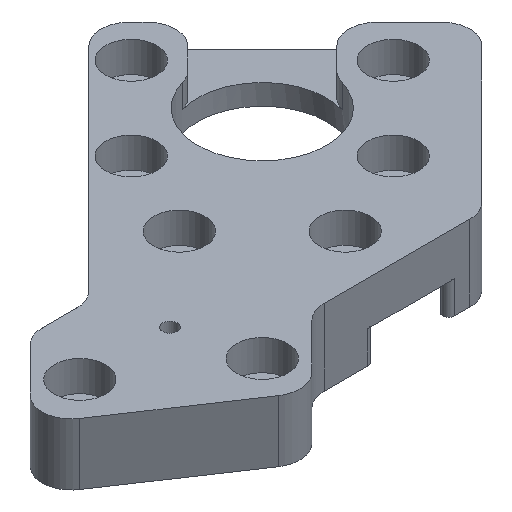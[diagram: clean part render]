
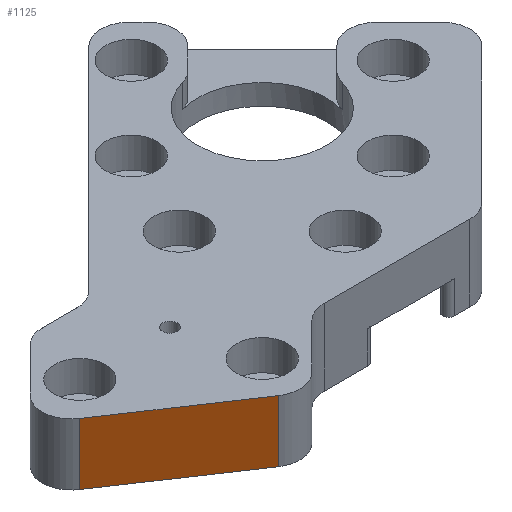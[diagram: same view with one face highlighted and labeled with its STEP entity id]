
A CAD part, isometric view. The second image highlights one B-rep face of the part: STEP entity #1125.
In plain terms, the highlighted planar face has unit normal (-0.556, -0.832, 0).
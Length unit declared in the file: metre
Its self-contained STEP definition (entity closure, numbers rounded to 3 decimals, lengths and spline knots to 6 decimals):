
#24=PLANE('',#1246);
#50=LINE('',#1765,#121);
#87=LINE('',#1883,#158);
#88=LINE('',#1885,#159);
#89=LINE('',#1887,#160);
#121=VECTOR('',#1390,1.);
#158=VECTOR('',#1495,1.);
#159=VECTOR('',#1498,1.);
#160=VECTOR('',#1499,1.);
#294=ORIENTED_EDGE('',*,*,#573,.T.);
#295=ORIENTED_EDGE('',*,*,#574,.T.);
#296=ORIENTED_EDGE('',*,*,#575,.F.);
#297=ORIENTED_EDGE('',*,*,#514,.F.);
#514=EDGE_CURVE('',#665,#666,#50,.T.);
#573=EDGE_CURVE('',#665,#712,#87,.T.);
#574=EDGE_CURVE('',#712,#713,#88,.T.);
#575=EDGE_CURVE('',#666,#713,#89,.T.);
#665=VERTEX_POINT('',#1764);
#666=VERTEX_POINT('',#1766);
#712=VERTEX_POINT('',#1882);
#713=VERTEX_POINT('',#1886);
#862=EDGE_LOOP('',(#294,#295,#296,#297));
#978=FACE_BOUND('',#862,.T.);
#1125=ADVANCED_FACE('',(#978),#24,.F.);
#1246=AXIS2_PLACEMENT_3D('',#1884,#1496,#1497);
#1390=DIRECTION('',(0.831,-0.556,0.));
#1495=DIRECTION('',(0.,0.,-1.));
#1496=DIRECTION('',(0.556,0.831,0.));
#1497=DIRECTION('',(-0.831,0.556,0.));
#1498=DIRECTION('',(0.831,-0.556,0.));
#1499=DIRECTION('',(0.,0.,-1.));
#1764=CARTESIAN_POINT('',(0.020594,0.060159,0.01651));
#1765=CARTESIAN_POINT('',(0.033516,0.051525,0.01651));
#1766=CARTESIAN_POINT('',(0.046438,0.04289,0.01651));
#1882=CARTESIAN_POINT('',(0.020594,0.060159,0.003175));
#1883=CARTESIAN_POINT('',(0.020594,0.060159,0.01651));
#1884=CARTESIAN_POINT('',(0.033516,0.051525,0.01651));
#1885=CARTESIAN_POINT('',(0.033516,0.051525,0.003175));
#1886=CARTESIAN_POINT('',(0.046438,0.04289,0.003175));
#1887=CARTESIAN_POINT('',(0.046438,0.04289,0.01651));
